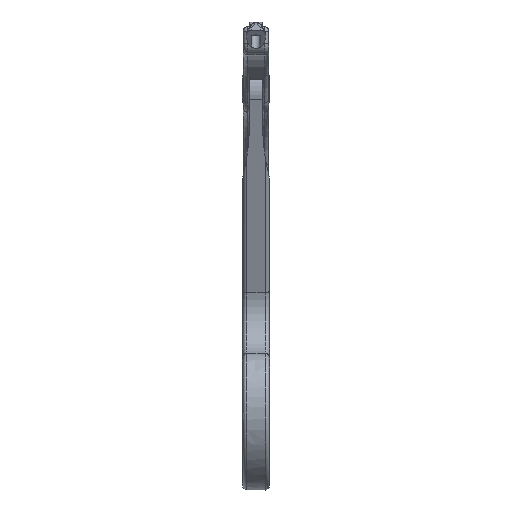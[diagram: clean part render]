
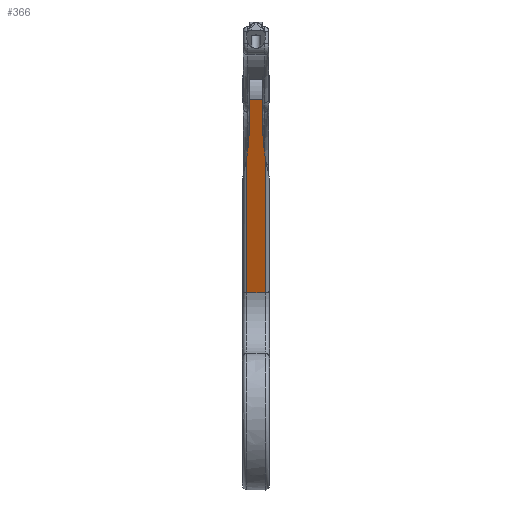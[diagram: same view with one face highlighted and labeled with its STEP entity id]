
A CAD part, left-side view. The second image highlights one B-rep face of the part: STEP entity #366.
In plain terms, the highlighted face is planar.
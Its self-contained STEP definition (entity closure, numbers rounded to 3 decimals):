
#142=ELLIPSE('',#2330,30.851,20.);
#143=ELLIPSE('',#2331,30.851,20.);
#262=PLANE('',#2332);
#366=ADVANCED_FACE('',(#527),#262,.F.);
#527=FACE_OUTER_BOUND('',#654,.T.);
#654=EDGE_LOOP('',(#1423,#1424,#1425,#1426,#1427,#1428,#1429,#1430));
#795=LINE('',#4500,#920);
#796=LINE('',#4502,#921);
#797=LINE('',#4505,#922);
#798=LINE('',#4509,#923);
#799=LINE('',#4510,#924);
#800=LINE('',#4514,#925);
#920=VECTOR('',#2871,1.);
#921=VECTOR('',#2874,1.);
#922=VECTOR('',#2875,1.);
#923=VECTOR('',#2878,1.);
#924=VECTOR('',#2879,1.);
#925=VECTOR('',#2882,1.);
#1423=ORIENTED_EDGE('',*,*,#1978,.F.);
#1424=ORIENTED_EDGE('',*,*,#1979,.T.);
#1425=ORIENTED_EDGE('',*,*,#1980,.T.);
#1426=ORIENTED_EDGE('',*,*,#1981,.F.);
#1427=ORIENTED_EDGE('',*,*,#1977,.T.);
#1428=ORIENTED_EDGE('',*,*,#1982,.T.);
#1429=ORIENTED_EDGE('',*,*,#1983,.T.);
#1430=ORIENTED_EDGE('',*,*,#1984,.T.);
#1695=VERTEX_POINT('',#4497);
#1696=VERTEX_POINT('',#4499);
#1697=VERTEX_POINT('',#4503);
#1698=VERTEX_POINT('',#4504);
#1699=VERTEX_POINT('',#4506);
#1700=VERTEX_POINT('',#4508);
#1701=VERTEX_POINT('',#4511);
#1702=VERTEX_POINT('',#4513);
#1977=EDGE_CURVE('',#1695,#1696,#795,.T.);
#1978=EDGE_CURVE('',#1697,#1698,#796,.T.);
#1979=EDGE_CURVE('',#1697,#1699,#797,.T.);
#1980=EDGE_CURVE('',#1699,#1700,#142,.T.);
#1981=EDGE_CURVE('',#1695,#1700,#798,.T.);
#1982=EDGE_CURVE('',#1696,#1701,#799,.T.);
#1983=EDGE_CURVE('',#1701,#1702,#143,.T.);
#1984=EDGE_CURVE('',#1702,#1698,#800,.T.);
#2330=AXIS2_PLACEMENT_3D('',#4507,#2876,#2877);
#2331=AXIS2_PLACEMENT_3D('',#4512,#2880,#2881);
#2332=AXIS2_PLACEMENT_3D('',#4515,#2883,#2884);
#2871=DIRECTION('',(0.,0.,-1.));
#2874=DIRECTION('',(0.,0.,-1.));
#2875=DIRECTION('',(-0.08,0.997,0.));
#2876=DIRECTION('',(0.997,0.08,0.));
#2877=DIRECTION('',(-0.08,0.997,0.));
#2878=DIRECTION('',(0.08,-0.997,0.));
#2879=DIRECTION('',(0.08,-0.997,0.));
#2880=DIRECTION('',(0.997,0.08,0.));
#2881=DIRECTION('',(0.08,-0.997,0.));
#2882=DIRECTION('',(0.08,-0.997,0.));
#2883=DIRECTION('',(0.997,0.08,0.));
#2884=DIRECTION('',(-0.08,0.997,0.));
#4497=CARTESIAN_POINT('',(7.01,72.565,1.5));
#4499=CARTESIAN_POINT('',(7.01,72.565,-1.5));
#4500=CARTESIAN_POINT('',(7.01,72.565,3.));
#4502=CARTESIAN_POINT('',(10.698,26.61,3.));
#4503=CARTESIAN_POINT('',(10.698,26.61,2.));
#4504=CARTESIAN_POINT('',(10.698,26.61,-2.));
#4505=CARTESIAN_POINT('',(7.01,72.565,2.));
#4506=CARTESIAN_POINT('',(8.093,59.07,2.));
#4507=CARTESIAN_POINT('',(7.544,65.904,21.5));
#4508=CARTESIAN_POINT('',(7.544,65.904,1.5));
#4509=CARTESIAN_POINT('',(7.01,72.565,1.5));
#4510=CARTESIAN_POINT('',(7.01,72.565,-1.5));
#4511=CARTESIAN_POINT('',(7.544,65.904,-1.5));
#4512=CARTESIAN_POINT('',(7.544,65.904,-21.5));
#4513=CARTESIAN_POINT('',(8.093,59.07,-2.));
#4514=CARTESIAN_POINT('',(10.698,26.61,-2.));
#4515=CARTESIAN_POINT('',(7.01,72.565,3.));
